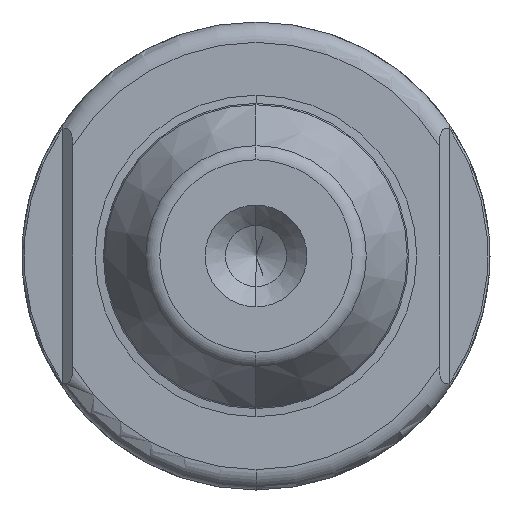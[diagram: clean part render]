
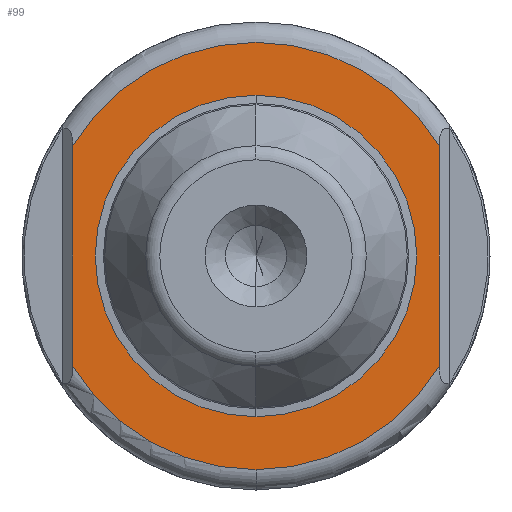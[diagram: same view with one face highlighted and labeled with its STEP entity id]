
A CAD part, left-side view. The second image highlights one B-rep face of the part: STEP entity #99.
In plain terms, the highlighted planar face has unit normal (-1, 0, 0).
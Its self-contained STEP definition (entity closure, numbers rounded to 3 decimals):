
#12 = VECTOR ( 'NONE', #2129, 1000. ) ;
#26 = CARTESIAN_POINT ( 'NONE',  ( 26., 0., -11.5 ) ) ;
#99 = ADVANCED_FACE ( 'NONE', ( #119, #1258 ), #183, .F. ) ;
#119 = FACE_OUTER_BOUND ( 'NONE', #2916, .T. ) ;
#141 = DIRECTION ( 'NONE',  ( 1., 0., 0. ) ) ;
#167 = DIRECTION ( 'NONE',  ( 0., 0., -1. ) ) ;
#183 = PLANE ( 'NONE',  #3121 ) ;
#332 = EDGE_CURVE ( 'NONE', #2092, #4263, #2380, .T. ) ;
#420 = LINE ( 'NONE', #3575, #4589 ) ;
#450 = CARTESIAN_POINT ( 'NONE',  ( 26., 9., -11.5 ) ) ;
#571 = VERTEX_POINT ( 'NONE', #3343 ) ;
#616 = AXIS2_PLACEMENT_3D ( 'NONE', #664, #3496, #1108 ) ;
#664 = CARTESIAN_POINT ( 'NONE',  ( 26., 0., 0. ) ) ;
#975 = CIRCLE ( 'NONE', #2578, 10.5 ) ;
#1108 = DIRECTION ( 'NONE',  ( 0., 0., -1. ) ) ;
#1258 = FACE_BOUND ( 'NONE', #2013, .T. ) ;
#1300 = CARTESIAN_POINT ( 'NONE',  ( 26., 0., 7.9 ) ) ;
#1374 = EDGE_CURVE ( 'NONE', #2798, #4365, #420, .T. ) ;
#1411 = EDGE_CURVE ( 'NONE', #4263, #2092, #3651, .T. ) ;
#1428 = CARTESIAN_POINT ( 'NONE',  ( 26., 0., 0. ) ) ;
#1475 = VERTEX_POINT ( 'NONE', #4698 ) ;
#1697 = AXIS2_PLACEMENT_3D ( 'NONE', #1861, #1900, #1916 ) ;
#1844 = DIRECTION ( 'NONE',  ( 0., 0., -1. ) ) ;
#1861 = CARTESIAN_POINT ( 'NONE',  ( 26., 0., 0. ) ) ;
#1900 = DIRECTION ( 'NONE',  ( -1., 0., 0. ) ) ;
#1916 = DIRECTION ( 'NONE',  ( 0., 0., 1. ) ) ;
#2013 = EDGE_LOOP ( 'NONE', ( #4041, #2772 ) ) ;
#2033 = AXIS2_PLACEMENT_3D ( 'NONE', #3960, #3973, #3983 ) ;
#2092 = VERTEX_POINT ( 'NONE', #4810 ) ;
#2129 = DIRECTION ( 'NONE',  ( 0., 0., -1. ) ) ;
#2263 = CARTESIAN_POINT ( 'NONE',  ( 26., 0., 0. ) ) ;
#2310 = AXIS2_PLACEMENT_3D ( 'NONE', #1428, #4219, #1844 ) ;
#2380 = CIRCLE ( 'NONE', #1697, 7.9 ) ;
#2578 = AXIS2_PLACEMENT_3D ( 'NONE', #2263, #5022, #2640 ) ;
#2586 = ORIENTED_EDGE ( 'NONE', *, *, #4574, .T. ) ;
#2640 = DIRECTION ( 'NONE',  ( 0., 0., -1. ) ) ;
#2739 = VERTEX_POINT ( 'NONE', #4181 ) ;
#2772 = ORIENTED_EDGE ( 'NONE', *, *, #332, .F. ) ;
#2798 = VERTEX_POINT ( 'NONE', #4249 ) ;
#2916 = EDGE_LOOP ( 'NONE', ( #4258, #4294, #4116, #2586, #5092 ) ) ;
#3121 = AXIS2_PLACEMENT_3D ( 'NONE', #26, #141, #167 ) ;
#3136 = LINE ( 'NONE', #450, #12 ) ;
#3343 = CARTESIAN_POINT ( 'NONE',  ( 26., 0., -10.5 ) ) ;
#3402 = EDGE_CURVE ( 'NONE', #2739, #1475, #3136, .T. ) ;
#3496 = DIRECTION ( 'NONE',  ( -1., 0., 0. ) ) ;
#3575 = CARTESIAN_POINT ( 'NONE',  ( 26., -9., -11.5 ) ) ;
#3601 = DIRECTION ( 'NONE',  ( 0., 0., 1. ) ) ;
#3651 = CIRCLE ( 'NONE', #2033, 7.9 ) ;
#3730 = CARTESIAN_POINT ( 'NONE',  ( 26., -9., 5.408 ) ) ;
#3960 = CARTESIAN_POINT ( 'NONE',  ( 26., 0., 0. ) ) ;
#3973 = DIRECTION ( 'NONE',  ( -1., 0., 0. ) ) ;
#3983 = DIRECTION ( 'NONE',  ( 0., 0., 1. ) ) ;
#4041 = ORIENTED_EDGE ( 'NONE', *, *, #1411, .F. ) ;
#4116 = ORIENTED_EDGE ( 'NONE', *, *, #1374, .T. ) ;
#4170 = CIRCLE ( 'NONE', #2310, 10.5 ) ;
#4181 = CARTESIAN_POINT ( 'NONE',  ( 26., 9., 5.408 ) ) ;
#4219 = DIRECTION ( 'NONE',  ( -1., 0., 0. ) ) ;
#4249 = CARTESIAN_POINT ( 'NONE',  ( 26., -9., -5.408 ) ) ;
#4258 = ORIENTED_EDGE ( 'NONE', *, *, #5213, .T. ) ;
#4263 = VERTEX_POINT ( 'NONE', #1300 ) ;
#4294 = ORIENTED_EDGE ( 'NONE', *, *, #4547, .T. ) ;
#4365 = VERTEX_POINT ( 'NONE', #3730 ) ;
#4547 = EDGE_CURVE ( 'NONE', #571, #2798, #4170, .T. ) ;
#4574 = EDGE_CURVE ( 'NONE', #4365, #2739, #975, .T. ) ;
#4589 = VECTOR ( 'NONE', #3601, 1000. ) ;
#4698 = CARTESIAN_POINT ( 'NONE',  ( 26., 9., -5.408 ) ) ;
#4810 = CARTESIAN_POINT ( 'NONE',  ( 26., 0., -7.9 ) ) ;
#4858 = CIRCLE ( 'NONE', #616, 10.5 ) ;
#5022 = DIRECTION ( 'NONE',  ( -1., 0., 0. ) ) ;
#5092 = ORIENTED_EDGE ( 'NONE', *, *, #3402, .T. ) ;
#5213 = EDGE_CURVE ( 'NONE', #1475, #571, #4858, .T. ) ;
